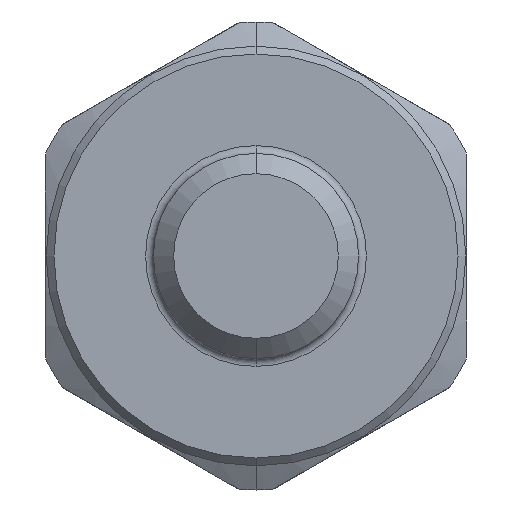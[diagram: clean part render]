
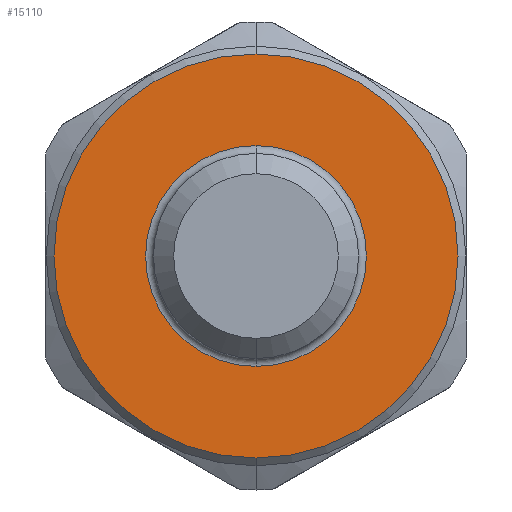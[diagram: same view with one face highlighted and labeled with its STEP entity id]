
A CAD part, front view. The second image highlights one B-rep face of the part: STEP entity #15110.
In plain terms, the highlighted planar face has unit normal (0, -1, 0).
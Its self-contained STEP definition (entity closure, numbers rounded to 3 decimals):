
#14760=CARTESIAN_POINT('',(-10.015,9.,0.));
#14770=DIRECTION('',(0.,1.,0.));
#14780=DIRECTION('',(1.,0.,0.));
#14790=AXIS2_PLACEMENT_3D('',#14760,#14770,#14780);
#14800=PLANE('',#14790);
#14810=CARTESIAN_POINT('',(0.,9.,0.));
#14820=DIRECTION('',(0.,-1.,0.));
#14830=DIRECTION('',(-1.,0.,0.));
#14840=AXIS2_PLACEMENT_3D('',#14810,#14820,#14830);
#14850=CIRCLE('',#14840,7.079);
#14860=CARTESIAN_POINT('',(-7.079,9.,0.));
#14870=VERTEX_POINT('',#14860);
#14880=CARTESIAN_POINT('',(7.079,9.,0.));
#14890=VERTEX_POINT('',#14880);
#14900=EDGE_CURVE('',#14870,#14890,#14850,.T.);
#14910=ORIENTED_EDGE('',*,*,#14900,.F.);
#14920=EDGE_CURVE('',#14890,#14870,#14850,.T.);
#14930=ORIENTED_EDGE('',*,*,#14920,.F.);
#14940=EDGE_LOOP('',(#14930,#14910));
#14950=FACE_BOUND('',#14940,.T.);
#14960=CARTESIAN_POINT('',(0.,9.,0.));
#14970=DIRECTION('',(0.,1.,0.));
#14980=DIRECTION('',(1.,0.,0.));
#14990=AXIS2_PLACEMENT_3D('',#14960,#14970,#14980);
#15000=CIRCLE('',#14990,12.95);
#15010=CARTESIAN_POINT('',(-12.95,9.,0.));
#15020=VERTEX_POINT('',#15010);
#15030=CARTESIAN_POINT('',(12.95,9.,0.));
#15040=VERTEX_POINT('',#15030);
#15050=EDGE_CURVE('',#15020,#15040,#15000,.T.);
#15060=ORIENTED_EDGE('',*,*,#15050,.F.);
#15070=EDGE_CURVE('',#15040,#15020,#15000,.T.);
#15080=ORIENTED_EDGE('',*,*,#15070,.F.);
#15090=EDGE_LOOP('',(#15080,#15060));
#15100=FACE_OUTER_BOUND('',#15090,.T.);
#15110=ADVANCED_FACE('',(#14950,#15100),#14800,.F.);
